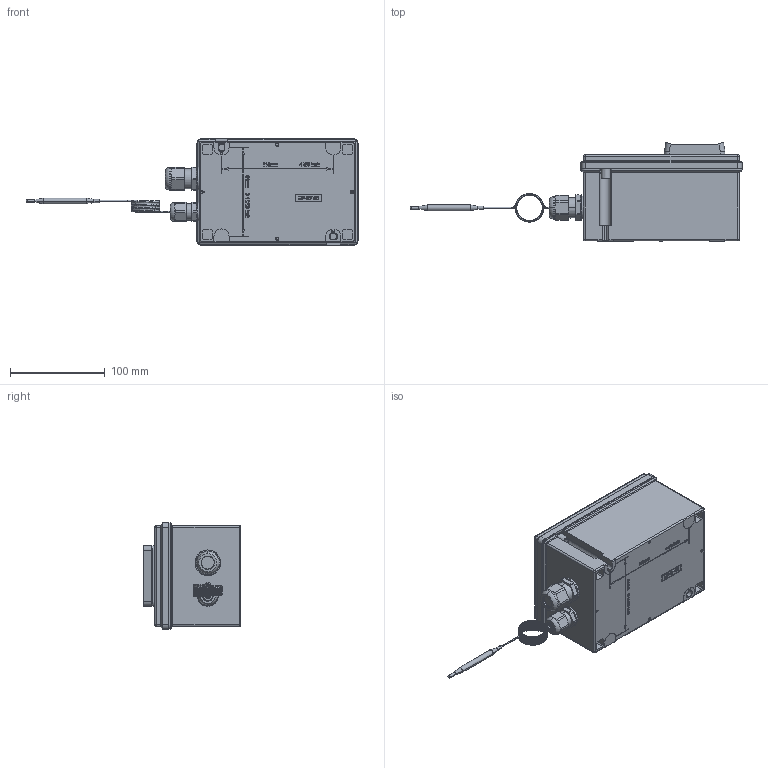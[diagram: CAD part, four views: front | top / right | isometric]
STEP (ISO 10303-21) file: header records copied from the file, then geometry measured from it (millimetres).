
FILE_DESCRIPTION (( 'STEP AP203' ), '1' );
FILE_NAME ('8146-5041-STW25A.STEP', '2015-02-03T07:54:55', ( '' ), ( '' ), 'SwSTEP 2.0', 'SolidWorks 2015', '' );
FILE_SCHEMA (( 'CONFIG_CONTROL_DESIGN' ));
Length unit declared in the file: millimetre
Products named in the file (33): 81_469_51_04_0_vereinfacht; 86_038_01_58_0_ohne Beschriftung; 81_616_05_30_0_Anschlussgewindedichtung_M20; 8161_Staubschutzkappe_M20; 364_631_2; 81_616_05_30_0_RDE_M20; 86_039_01_10_0_Ohne Beschriftung; 8146-5041-STW25A; 81_610_95_01_0_M16_Vereinfacht; 81_610_95_01_0_229916_Hutmutter_Vereinfacht; 505_653_0; 86_039_07_58_0; 81_610_95_01_0_229916_RDE; 81_610_95_01_0_229917_Stutzen_Vereinfacht; 509_642_0; 506_872_0; 81_469_14_05_0; 81_469_61_85_0; 81_610_95_01_0_229916_Stutzen; 86_039_01_95_0_8603-2; 364_631_3; 81_610_95_01_0_229917_Hutmutter; 81_460_01_05_0; 81_610_95_01_0_229916_Dichtung; 81_469_01_91_0; 81_460_01_05_0_Dichtung; 506_873_0; 81_610_95_01_0_229917_Dichtung; 81_610_95_01_0_M20_Vereinfacht; 509_642_0_1_montiert; 81_616_05_30_0_Anschlussgewindedichtung_M16
Assembly tree (41 placements, depth 3):
  8146-5041-STW25A
    81_469_51_04_0_vereinfacht
      81_469_51_04_0_vereinfacht
      81_469_01_91_0  x4
    81_460_01_05_0
      81_469_14_05_0
      81_460_01_05_0_Dichtung
    509_642_0  x4
      509_642_0
      509_642_0_1_montiert
    81_610_95_01_0_M16_Vereinfacht
      81_610_95_01_0_229916_Stutzen
      81_610_95_01_0_229916_Dichtung
      81_610_95_01_0_229916_Hutmutter_Vereinfacht
      81_616_05_30_0_Anschlussgewindedichtung_M16
      81_610_95_01_0_229916_RDE
    81_610_95_01_0_M20_Vereinfacht
      81_610_95_01_0_229917_Stutzen_Vereinfacht
      81_610_95_01_0_229917_Dichtung
      81_610_95_01_0_229917_Hutmutter
      81_616_05_30_0_Anschlussgewindedichtung_M20
      8161_Staubschutzkappe_M20
      81_616_05_30_0_RDE_M20
    506_872_0
    506_873_0
    81_469_61_85_0
    86_038_01_58_0_ohne Beschriftung
      86_039_01_10_0_Ohne Beschriftung
      86_039_07_58_0
      86_039_01_95_0_8603-2
      505_653_0  x4
    364_631_2
    364_631_3
Bounding box: 350.41 x 103.4 x 112.5 mm (x, y, z)
Volume: 386136.9 mm3; surface area: 257716.5 mm2
Topology: 38 solids, 38 shells, 3223 faces, 8271 edges, 5248 vertices
Faces by surface type: plane 1407, bspline 651, cylinder 648, cone 334, torus 163, sphere 20
Entity records: 117782 total; most frequent: CARTESIAN_POINT 49743, ORIENTED_EDGE 14424, DIRECTION 11699, EDGE_CURVE 7212, VERTEX_POINT 4585, LINE 3907, VECTOR 3907, AXIS2_PLACEMENT_3D 3896
